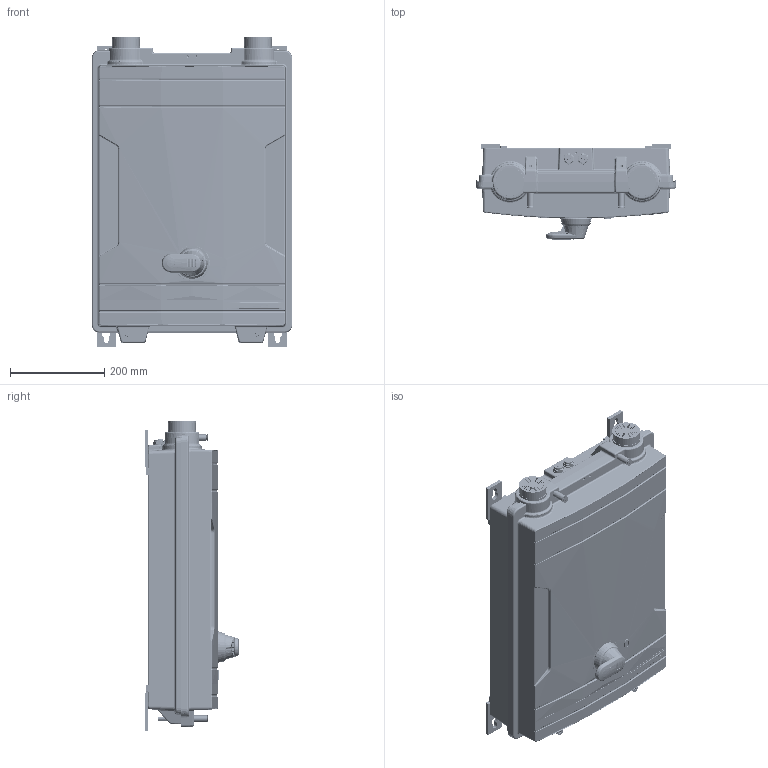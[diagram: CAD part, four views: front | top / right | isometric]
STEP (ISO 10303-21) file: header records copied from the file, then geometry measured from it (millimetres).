
FILE_DESCRIPTION((''),'2;1');
FILE_NAME('2CMR201077A1001_ASM','2015-12-07T',('fitesod1'),(''),'PRO/ENGINEER BY PARAMETRIC TECHNOLOGY CORPORATION, 2014430','PRO/ENGINEER BY PARAMETRIC TECHNOLOGY CORPORATION, 2014430','');
FILE_SCHEMA(('CONFIG_CONTROL_DESIGN'));
Products named in the file (15): 2CMR201075P1001; 2CMR201076P1001; 3-004973; 2-011349; EADR20; 2-011826; 2CMR201037P1001; 2-009352; 2CMR201139P1001; MANIFOLD_SOLID_BREP-9117; MANIFOLD_SOLID_BREP-3725; _OH_65_; 2CMR200963_ASM; 2CMR201180P1001_IFYLLD_250; 2CMR201077A1001_ASM
Assembly tree (27 placements, depth 3):
  2CMR201077A1001_ASM
    2CMR201075P1001
    2CMR201076P1001
    3-004973  x2
    2-011349  x4
    EADR20  x2
    2-011826  x2
    2CMR201037P1001  x4
    2-009352  x4
    2CMR201139P1001  x2
    2CMR200963_ASM
      MANIFOLD_SOLID_BREP-9117
      MANIFOLD_SOLID_BREP-3725
      _OH_65_
    2CMR201180P1001_IFYLLD_250
Bounding box: 425 x 201.5 x 655.9 mm (x, y, z)
Volume: 5586356.1 mm3; surface area: 1776349.7 mm2
Topology: 184 solids, 219 shells, 7734 faces, 20527 edges, 13283 vertices
Faces by surface type: plane 5204, cylinder 1418, bspline 449, cone 239, extrusion 181, torus 162, sphere 81
Entity records: 364348 total; most frequent: CARTESIAN_POINT 129673, ORIENTED_EDGE 36996, DIRECTION 32325, PRESENTATION_STYLE_ASSIGNMENT 18824, EDGE_CURVE 18556, STYLED_ITEM 18552, CURVE_STYLE 17295, VECTOR 15221
